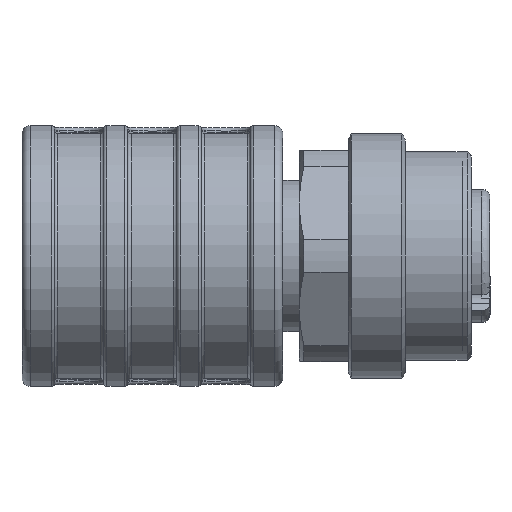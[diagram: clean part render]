
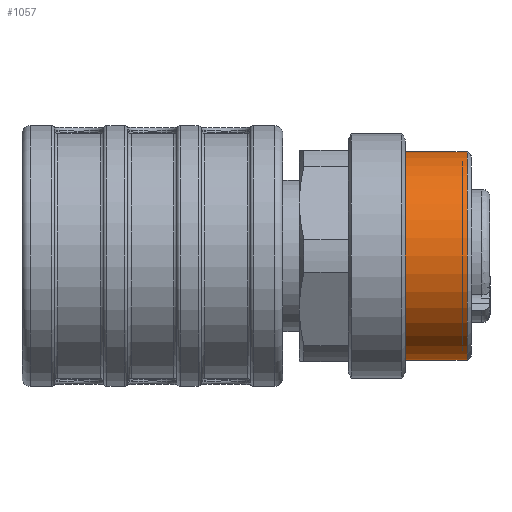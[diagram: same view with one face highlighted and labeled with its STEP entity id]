
A CAD part, left-side view. The second image highlights one B-rep face of the part: STEP entity #1057.
In plain terms, the highlighted cylindrical face has radius 6.4 mm (diameter 12.8 mm), a full revolution.
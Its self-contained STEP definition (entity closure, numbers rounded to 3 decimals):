
#673=CYLINDRICAL_SURFACE('',#8809,6.4);
#807=FACE_BOUND('',#2239,.T.);
#808=FACE_BOUND('',#2240,.T.);
#1057=ADVANCED_FACE('',(#807,#808),#673,.T.);
#2239=EDGE_LOOP('',(#3669));
#2240=EDGE_LOOP('',(#3670));
#2862=CIRCLE('',#8806,6.4);
#2863=CIRCLE('',#8808,6.4);
#3669=ORIENTED_EDGE('',*,*,#6584,.T.);
#3670=ORIENTED_EDGE('',*,*,#6585,.T.);
#5691=VERTEX_POINT('',#12111);
#5692=VERTEX_POINT('',#12114);
#6584=EDGE_CURVE('',#5691,#5691,#2862,.T.);
#6585=EDGE_CURVE('',#5692,#5692,#2863,.T.);
#8806=AXIS2_PLACEMENT_3D('',#12110,#10023,#10024);
#8808=AXIS2_PLACEMENT_3D('',#12113,#10027,#10028);
#8809=AXIS2_PLACEMENT_3D('',#12115,#10029,#10030);
#10023=DIRECTION('',(0.,1.,0.));
#10024=DIRECTION('',(1.,0.,0.));
#10027=DIRECTION('',(0.,-1.,0.));
#10028=DIRECTION('',(0.,0.,-1.));
#10029=DIRECTION('',(0.,-1.,0.));
#10030=DIRECTION('',(0.,0.,1.));
#12110=CARTESIAN_POINT('',(37.901,-19.3,0.));
#12111=CARTESIAN_POINT('',(44.301,-19.3,0.));
#12113=CARTESIAN_POINT('',(37.901,-15.5,0.));
#12114=CARTESIAN_POINT('',(37.901,-15.5,-6.4));
#12115=CARTESIAN_POINT('',(37.901,-19.5,0.));
